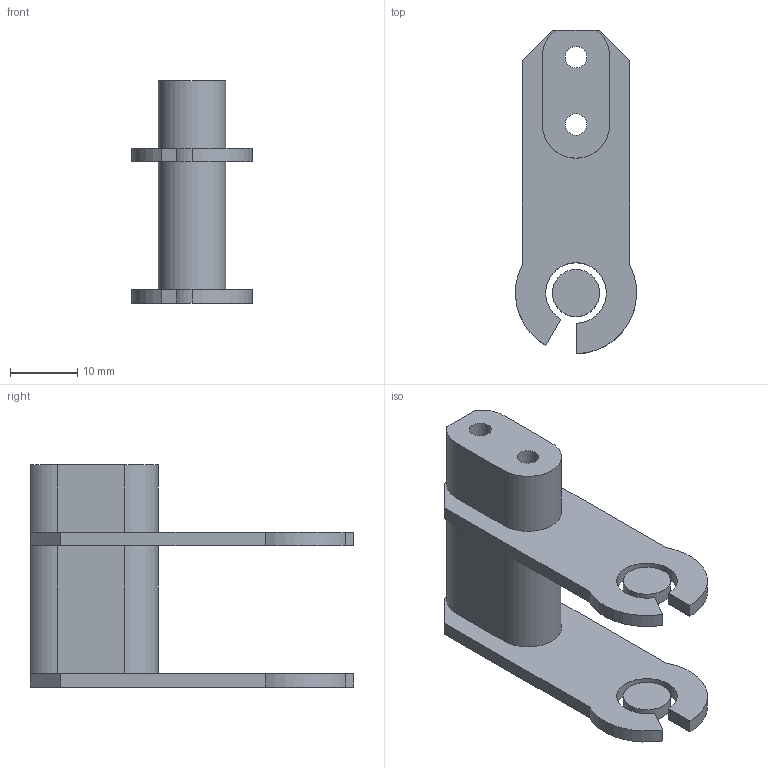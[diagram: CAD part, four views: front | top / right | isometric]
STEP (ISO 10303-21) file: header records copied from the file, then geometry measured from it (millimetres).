
FILE_DESCRIPTION(('FreeCAD Model'),'2;1');
FILE_NAME('Open CASCADE Shape Model','2021-07-16T15:51:39',('Author'),( ''),'Open CASCADE STEP processor 7.5','FreeCAD','Unknown');
FILE_SCHEMA(('AUTOMOTIVE_DESIGN { 1 0 10303 214 1 1 1 1 }'));
Length unit declared in the file: millimetre
Products named in the file (1): Pocket
Bounding box: 17.99 x 48 x 33 mm (x, y, z)
Volume: 4995.7 mm3; surface area: 5799.6 mm2
Topology: 3 solids, 3 shells, 57 faces, 138 edges, 88 vertices
Faces by surface type: plane 38, cylinder 19
Full cylindrical faces by diameter (mm): 3.2 x2, 7 x2
Entity records: 3455 total; most frequent: CARTESIAN_POINT 574, DIRECTION 557, LINE 338, VECTOR 338, ORIENTED_EDGE 276, PCURVE 276, DEFINITIONAL_REPRESENTATION 276, EDGE_CURVE 138
